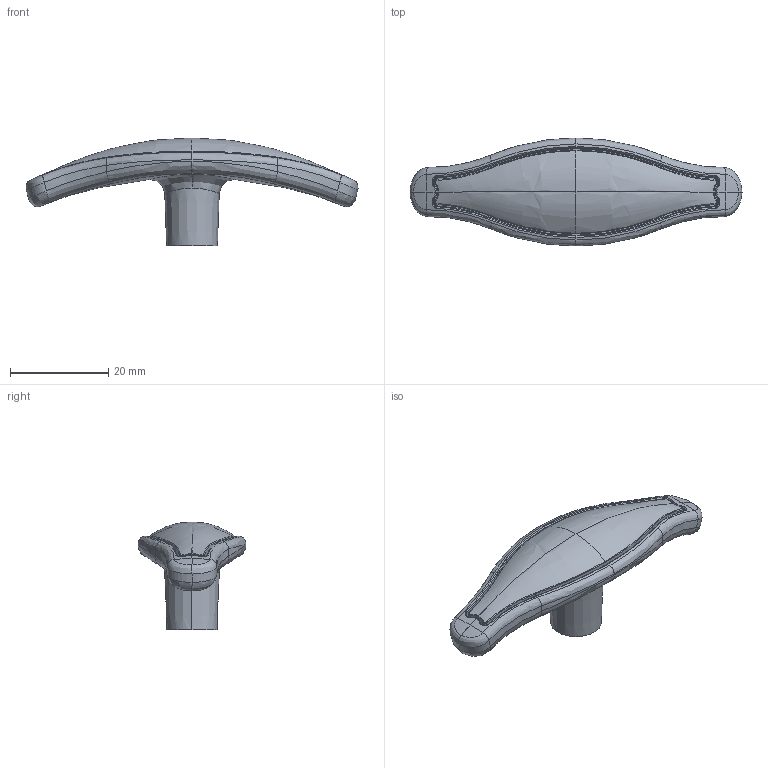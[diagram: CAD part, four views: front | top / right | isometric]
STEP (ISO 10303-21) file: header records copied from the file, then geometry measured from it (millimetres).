
FILE_DESCRIPTION(('Creo Elements/Direct Modeling STEP Export'),'2;1');
FILE_NAME('1889-67.stp','2019-09-17T15:19:17',(''),(''),'Creo Elements/Direct Modeling STEP processor for AP214 (Solid Model)','Creo Elements/Direct Modeling 20.0 12-Nov-2016 (C) Parametric Technology GmbH','');
FILE_SCHEMA(('AUTOMOTIVE_DESIGN { 1 0 10303 214 1 1 1 1 }'));
Length unit declared in the file: millimetre
Products named in the file (2): 1889-67
Assembly tree (1 placements, depth 2):
  1889-67
    1889-67
Bounding box: 67.63 x 22 x 22 mm (x, y, z)
Volume: 7309.1 mm3; surface area: 3863.9 mm2
Topology: 1 solids, 1 shells, 168 faces, 404 edges, 226 vertices
Faces by surface type: bspline 132, extrusion 26, cone 4, cylinder 4, plane 2
Entity records: 19806 total; most frequent: CARTESIAN_POINT 16869, ORIENTED_EDGE 780, EDGE_CURVE 390, B_SPLINE_CURVE_WITH_KNOTS 291, VERTEX_POINT 226, DIRECTION 220, EDGE_LOOP 170, FACE_OUTER_BOUND 168
